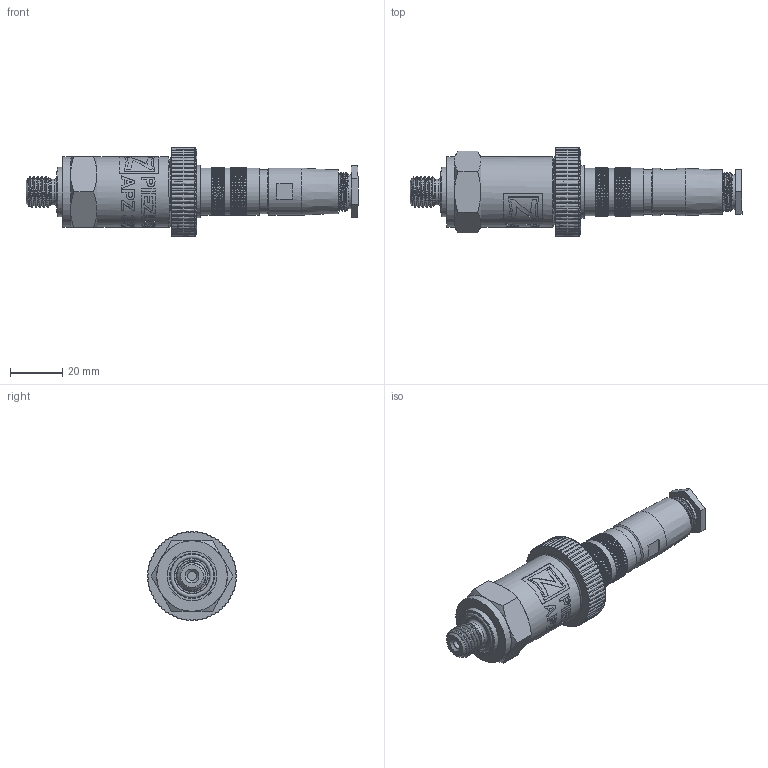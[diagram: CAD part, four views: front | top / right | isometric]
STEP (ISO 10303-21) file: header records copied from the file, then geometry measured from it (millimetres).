
FILE_DESCRIPTION(/* description */ (''),/* implementation_level */ '2;1');
FILE_NAME(/* name */ 'APZ3230_3_Binder723.step',/* time_stamp */ '2021-06-25T12:11:07+03:00',/* author */ (''),/* organization */ (''),/* preprocessor_version */ 'ST-DEVELOPER v18.1',/* originating_system */ 'Autodesk Translation Framework v10.9.0.1377',/* authorisation */ '');
FILE_SCHEMA (('AUTOMOTIVE_DESIGN { 1 0 10303 214 3 1 1 }'));
Products named in the file (7): АПЗ 3420 в.2; M12x1,5 DIN; OMAL nut M27x1.5 v8; Ш100.000.005 v4; Binder 723 assembly v4; Binder 723 female v10; Binder 723 male v8
Assembly tree (6 placements, depth 3):
  АПЗ 3420 в.2
    M12x1,5 DIN
    OMAL nut M27x1.5 v8
    Ш100.000.005 v4
    Binder 723 assembly v4
      Binder 723 female v10
      Binder 723 male v8
Bounding box: 126.58 x 34 x 34 mm (x, y, z)
Volume: 46987.8 mm3; surface area: 20791 mm2
Topology: 8 solids, 8 shells, 3538 faces, 8964 edges, 5864 vertices
Faces by surface type: plane 2152, cylinder 623, bspline 448, cone 302, torus 13
Full cylindrical faces by diameter (mm): 1 x15, 1.5 x5, 3.3 x1, 9.8 x1, 10 x1, 10.137 x5, 11.8 x1, 11.85 x4, 12 x1, 13 x1, 13.5 x3, 13.741 x3, 14.884 x2, 15.044 x5, 15.2 x1, 15.908 x4, 16.7 x2, 16.8 x1, 17.044 x7, 17.283 x6, 17.6 x1, 17.908 x7, 18 x4, 18.124 x7, 18.161 x2, 20 x1, 21.4 x2, 22.3 x1, 22.5 x1, 24.5 x1
Entity records: 132096 total; most frequent: CARTESIAN_POINT 47618, DIRECTION 17945, ORIENTED_EDGE 17928, EDGE_CURVE 8964, AXIS2_PLACEMENT_3D 7743, VERTEX_POINT 5864, EDGE_LOOP 3968, ELLIPSE 3870
